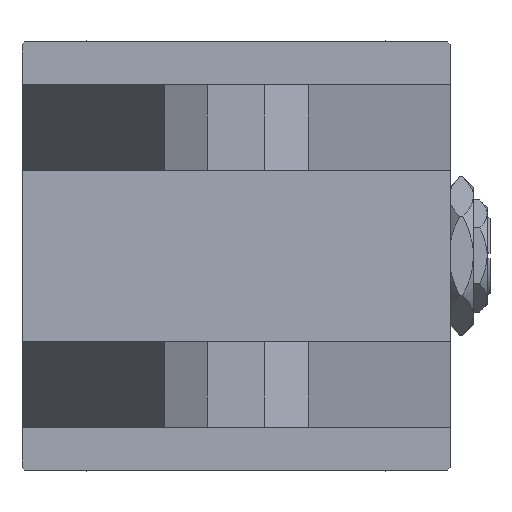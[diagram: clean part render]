
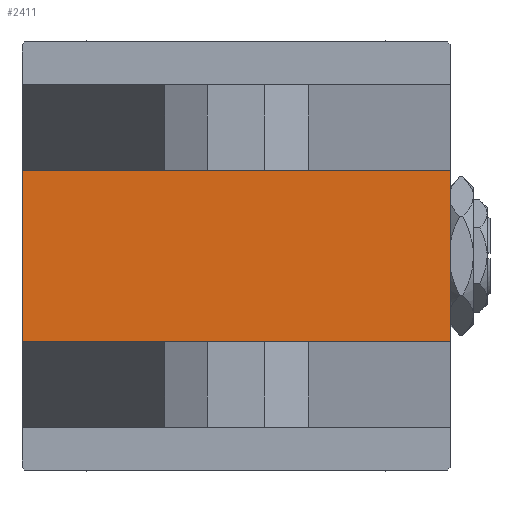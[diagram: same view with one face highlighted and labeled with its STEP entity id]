
A CAD part, left-side view. The second image highlights one B-rep face of the part: STEP entity #2411.
In plain terms, the highlighted planar face has unit normal (-1, 0, 0).
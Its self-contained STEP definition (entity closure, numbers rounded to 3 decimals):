
#1404 = CARTESIAN_POINT ( 'NONE',  ( 0., -15., 37.5 ) ) ;
#2411 = ADVANCED_FACE ( 'NONE', ( #2846 ), #18621, .T. ) ;
#2846 = FACE_OUTER_BOUND ( 'NONE', #22668, .T. ) ;
#3108 = DIRECTION ( 'NONE',  ( -1., 0., 0. ) ) ;
#8293 = EDGE_CURVE ( 'NONE', #39251, #23013, #29267, .T. ) ;
#9271 = CARTESIAN_POINT ( 'NONE',  ( 0., 15., 37.5 ) ) ;
#9310 = CARTESIAN_POINT ( 'NONE',  ( 0., 15., -37.5 ) ) ;
#11240 = LINE ( 'NONE', #51191, #38410 ) ;
#12189 = LINE ( 'NONE', #25292, #47069 ) ;
#14060 = VECTOR ( 'NONE', #27366, 1000. ) ;
#14492 = ORIENTED_EDGE ( 'NONE', *, *, #23258, .F. ) ;
#18621 = PLANE ( 'NONE',  #24573 ) ;
#19668 = EDGE_CURVE ( 'NONE', #39715, #49070, #11240, .T. ) ;
#22297 = CARTESIAN_POINT ( 'NONE',  ( 0., 0., 0. ) ) ;
#22668 = EDGE_LOOP ( 'NONE', ( #48955, #32616, #14492, #46252 ) ) ;
#23013 = VERTEX_POINT ( 'NONE', #46616 ) ;
#23258 = EDGE_CURVE ( 'NONE', #39715, #39251, #26598, .T. ) ;
#24573 = AXIS2_PLACEMENT_3D ( 'NONE', #22297, #3108, #51198 ) ;
#25292 = CARTESIAN_POINT ( 'NONE',  ( 0., 37.5, -37.5 ) ) ;
#25582 = DIRECTION ( 'NONE',  ( 0., 0., -1. ) ) ;
#26598 = LINE ( 'NONE', #31573, #14060 ) ;
#27366 = DIRECTION ( 'NONE',  ( 0., -1., 0. ) ) ;
#29267 = LINE ( 'NONE', #1404, #35517 ) ;
#30777 = EDGE_CURVE ( 'NONE', #49070, #23013, #12189, .T. ) ;
#31573 = CARTESIAN_POINT ( 'NONE',  ( 0., 37.5, 37.5 ) ) ;
#32616 = ORIENTED_EDGE ( 'NONE', *, *, #8293, .F. ) ;
#35517 = VECTOR ( 'NONE', #25582, 1000. ) ;
#37505 = CARTESIAN_POINT ( 'NONE',  ( 0., -15., 37.5 ) ) ;
#38410 = VECTOR ( 'NONE', #48276, 1000. ) ;
#39251 = VERTEX_POINT ( 'NONE', #37505 ) ;
#39715 = VERTEX_POINT ( 'NONE', #9271 ) ;
#41319 = DIRECTION ( 'NONE',  ( 0., -1., 0. ) ) ;
#46252 = ORIENTED_EDGE ( 'NONE', *, *, #19668, .T. ) ;
#46616 = CARTESIAN_POINT ( 'NONE',  ( 0., -15., -37.5 ) ) ;
#47069 = VECTOR ( 'NONE', #41319, 1000. ) ;
#48276 = DIRECTION ( 'NONE',  ( 0., 0., -1. ) ) ;
#48955 = ORIENTED_EDGE ( 'NONE', *, *, #30777, .T. ) ;
#49070 = VERTEX_POINT ( 'NONE', #9310 ) ;
#51191 = CARTESIAN_POINT ( 'NONE',  ( 0., 15., 37.5 ) ) ;
#51198 = DIRECTION ( 'NONE',  ( 0., 0., 1. ) ) ;
